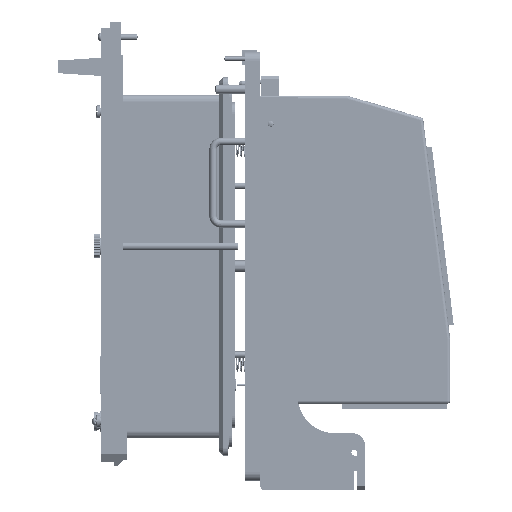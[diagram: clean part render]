
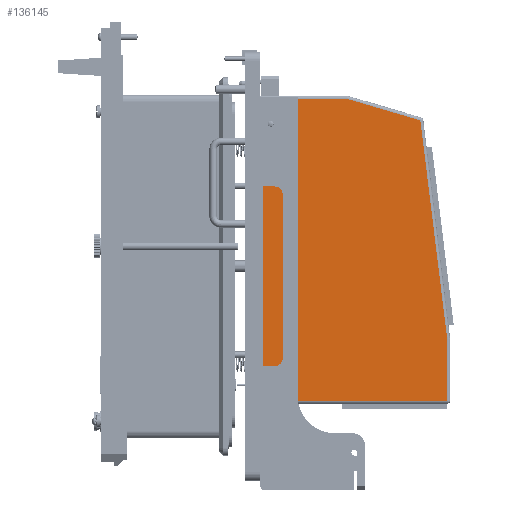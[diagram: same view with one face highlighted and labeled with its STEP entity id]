
A CAD part, left-side view. The second image highlights one B-rep face of the part: STEP entity #136145.
In plain terms, the highlighted planar face has unit normal (-1, 0, 0).
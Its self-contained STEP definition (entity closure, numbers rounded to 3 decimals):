
#3379 = EDGE_CURVE ( 'NONE', #137777, #25753, #16687, .T. ) ;
#4437 = CARTESIAN_POINT ( 'NONE',  ( -146., 69.289, 101. ) ) ;
#5282 = VERTEX_POINT ( 'NONE', #7891 ) ;
#6097 = DIRECTION ( 'NONE',  ( 0., 0., 1. ) ) ;
#7447 = EDGE_CURVE ( 'NONE', #63403, #134573, #73832, .T. ) ;
#7891 = CARTESIAN_POINT ( 'NONE',  ( -146., 2., -101. ) ) ;
#9257 = PLANE ( 'NONE',  #119698 ) ;
#10814 = CARTESIAN_POINT ( 'NONE',  ( -146., 19.983, 86.453 ) ) ;
#11756 = ORIENTED_EDGE ( 'NONE', *, *, #45234, .T. ) ;
#16687 = LINE ( 'NONE', #40066, #127822 ) ;
#19171 = ORIENTED_EDGE ( 'NONE', *, *, #7447, .T. ) ;
#25753 = VERTEX_POINT ( 'NONE', #107083 ) ;
#27212 = CARTESIAN_POINT ( 'NONE',  ( -146., 2., -60.009 ) ) ;
#29914 = DIRECTION ( 'NONE',  ( 0., 0.122, 0.993 ) ) ;
#33902 = VERTEX_POINT ( 'NONE', #4437 ) ;
#35673 = LINE ( 'NONE', #100114, #89111 ) ;
#35890 = CARTESIAN_POINT ( 'NONE',  ( -146., 130., -101. ) ) ;
#36959 = CARTESIAN_POINT ( 'NONE',  ( -146., 130., 101. ) ) ;
#37682 = ORIENTED_EDGE ( 'NONE', *, *, #118114, .T. ) ;
#40066 = CARTESIAN_POINT ( 'NONE',  ( -146., 125., 103. ) ) ;
#43343 = VECTOR ( 'NONE', #95889, 1000. ) ;
#45234 = EDGE_CURVE ( 'NONE', #5282, #63403, #117118, .T. ) ;
#53684 = EDGE_LOOP ( 'NONE', ( #97547, #126978, #11756, #19171, #37682, #115098 ) ) ;
#55978 = VECTOR ( 'NONE', #122961, 1000. ) ;
#60926 = CARTESIAN_POINT ( 'NONE',  ( -146., 130., 103. ) ) ;
#63403 = VERTEX_POINT ( 'NONE', #27212 ) ;
#68488 = EDGE_CURVE ( 'NONE', #33902, #25753, #124074, .T. ) ;
#72269 = FACE_OUTER_BOUND ( 'NONE', #53684, .T. ) ;
#73832 = LINE ( 'NONE', #83701, #83660 ) ;
#76447 = DIRECTION ( 'NONE',  ( 0., 0., -1. ) ) ;
#83660 = VECTOR ( 'NONE', #29914, 1000. ) ;
#83701 = CARTESIAN_POINT ( 'NONE',  ( -146., 23.619, 116.062 ) ) ;
#89111 = VECTOR ( 'NONE', #130631, 1000. ) ;
#95889 = DIRECTION ( 'NONE',  ( 0., 0., 1. ) ) ;
#97547 = ORIENTED_EDGE ( 'NONE', *, *, #3379, .F. ) ;
#100114 = CARTESIAN_POINT ( 'NONE',  ( -146., 125.681, 117.638 ) ) ;
#107083 = CARTESIAN_POINT ( 'NONE',  ( -146., 125., 101. ) ) ;
#107482 = CARTESIAN_POINT ( 'NONE',  ( -146., 125., -101. ) ) ;
#111165 = EDGE_CURVE ( 'NONE', #137777, #5282, #132228, .T. ) ;
#115098 = ORIENTED_EDGE ( 'NONE', *, *, #68488, .T. ) ;
#115216 = VECTOR ( 'NONE', #133299, 1000. ) ;
#117118 = LINE ( 'NONE', #127771, #43343 ) ;
#118114 = EDGE_CURVE ( 'NONE', #134573, #33902, #35673, .T. ) ;
#119698 = AXIS2_PLACEMENT_3D ( 'NONE', #60926, #126822, #76447 ) ;
#122961 = DIRECTION ( 'NONE',  ( 0., -1., 0. ) ) ;
#124074 = LINE ( 'NONE', #36959, #115216 ) ;
#126822 = DIRECTION ( 'NONE',  ( 1., 0., 0. ) ) ;
#126978 = ORIENTED_EDGE ( 'NONE', *, *, #111165, .T. ) ;
#127771 = CARTESIAN_POINT ( 'NONE',  ( -146., 2., -59.887 ) ) ;
#127822 = VECTOR ( 'NONE', #6097, 1000. ) ;
#130631 = DIRECTION ( 'NONE',  ( 0., 0.959, 0.283 ) ) ;
#132228 = LINE ( 'NONE', #35890, #55978 ) ;
#133299 = DIRECTION ( 'NONE',  ( 0., 1., 0. ) ) ;
#134573 = VERTEX_POINT ( 'NONE', #10814 ) ;
#136145 = ADVANCED_FACE ( 'NONE', ( #72269 ), #9257, .F. ) ;
#137777 = VERTEX_POINT ( 'NONE', #107482 ) ;
